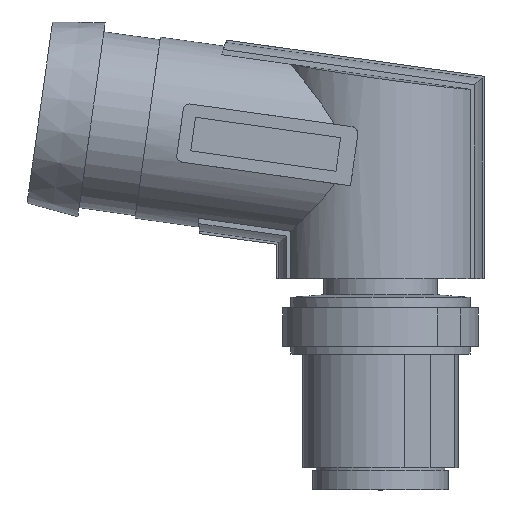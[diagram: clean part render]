
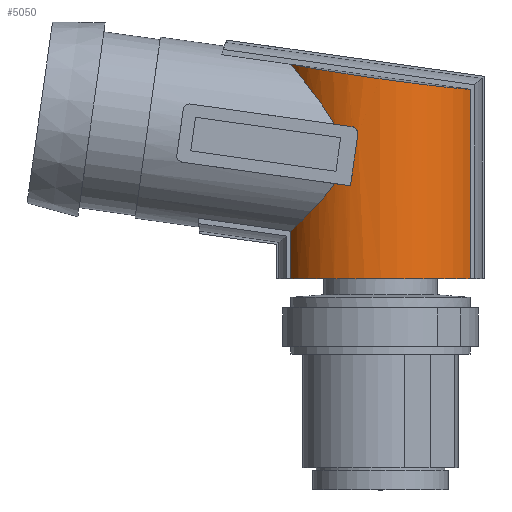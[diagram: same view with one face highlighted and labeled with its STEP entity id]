
A CAD part, left-side view. The second image highlights one B-rep face of the part: STEP entity #5050.
In plain terms, the highlighted cylindrical face has radius 7.5 mm (diameter 15 mm), a partial arc.
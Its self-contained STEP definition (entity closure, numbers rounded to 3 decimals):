
#77=ELLIPSE('',#5371,7.574,7.5);
#79=ELLIPSE('',#5383,7.578,7.5);
#85=ELLIPSE('',#5431,7.574,7.5);
#86=ELLIPSE('',#5441,7.574,7.5);
#87=ELLIPSE('',#5453,53.89,7.5);
#88=ELLIPSE('',#5456,7.574,7.5);
#195=B_SPLINE_CURVE_WITH_KNOTS('',3,(#7852,#7853,#7854,#7855,#7856),
 .UNSPECIFIED.,.F.,.F.,(4,1,4),(0.,0.003,
0.006),.UNSPECIFIED.);
#197=B_SPLINE_CURVE_WITH_KNOTS('',3,(#7865,#7866,#7867,#7868,#7869),
 .UNSPECIFIED.,.F.,.F.,(4,1,4),(0.,0.003,
0.007),.UNSPECIFIED.);
#200=B_SPLINE_CURVE_WITH_KNOTS('',3,(#7895,#7896,#7897,#7898),
 .UNSPECIFIED.,.F.,.F.,(4,4),(0.,0.014),
 .UNSPECIFIED.);
#211=B_SPLINE_CURVE_WITH_KNOTS('',3,(#8011,#8012,#8013,#8014),
 .UNSPECIFIED.,.F.,.F.,(4,4),(0.,0.004),.UNSPECIFIED.);
#221=B_SPLINE_CURVE_WITH_KNOTS('',3,(#8192,#8193,#8194,#8195),
 .UNSPECIFIED.,.F.,.F.,(4,4),(0.,0.001),.UNSPECIFIED.);
#260=CYLINDRICAL_SURFACE('',#5455,7.5);
#432=CIRCLE('',#5397,7.5);
#1276=ORIENTED_EDGE('',*,*,#1842,.T.);
#1277=ORIENTED_EDGE('',*,*,#1860,.F.);
#1278=ORIENTED_EDGE('',*,*,#1939,.T.);
#1279=ORIENTED_EDGE('',*,*,#1967,.T.);
#1280=ORIENTED_EDGE('',*,*,#1968,.T.);
#1281=ORIENTED_EDGE('',*,*,#1965,.T.);
#1282=ORIENTED_EDGE('',*,*,#1953,.T.);
#1283=ORIENTED_EDGE('',*,*,#1819,.T.);
#1284=ORIENTED_EDGE('',*,*,#1856,.F.);
#1285=ORIENTED_EDGE('',*,*,#1904,.F.);
#1286=ORIENTED_EDGE('',*,*,#1885,.F.);
#1287=ORIENTED_EDGE('',*,*,#1870,.T.);
#1819=EDGE_CURVE('',#2239,#2237,#77,.T.);
#1842=EDGE_CURVE('',#2257,#2258,#79,.T.);
#1856=EDGE_CURVE('',#2270,#2237,#195,.T.);
#1860=EDGE_CURVE('',#2272,#2258,#197,.T.);
#1870=EDGE_CURVE('',#2280,#2257,#200,.T.);
#1885=EDGE_CURVE('',#2280,#2292,#432,.T.);
#1904=EDGE_CURVE('',#2292,#2270,#211,.T.);
#1939=EDGE_CURVE('',#2272,#2320,#85,.T.);
#1953=EDGE_CURVE('',#2329,#2239,#86,.T.);
#1965=EDGE_CURVE('',#2332,#2329,#87,.T.);
#1967=EDGE_CURVE('',#2320,#2333,#88,.T.);
#1968=EDGE_CURVE('',#2333,#2332,#221,.T.);
#2237=VERTEX_POINT('',#7710);
#2239=VERTEX_POINT('',#7713);
#2257=VERTEX_POINT('',#7777);
#2258=VERTEX_POINT('',#7778);
#2270=VERTEX_POINT('',#7851);
#2272=VERTEX_POINT('',#7864);
#2280=VERTEX_POINT('',#7899);
#2292=VERTEX_POINT('',#7944);
#2320=VERTEX_POINT('',#8116);
#2329=VERTEX_POINT('',#8146);
#2332=VERTEX_POINT('',#8186);
#2333=VERTEX_POINT('',#8191);
#3001=EDGE_LOOP('',(#1276,#1277,#1278,#1279,#1280,#1281,#1282,#1283,#1284,
#1285,#1286,#1287));
#3258=FACE_BOUND('',#3001,.T.);
#5050=ADVANCED_FACE('',(#3258),#260,.T.);
#5371=AXIS2_PLACEMENT_3D('',#7712,#6204,#6205);
#5383=AXIS2_PLACEMENT_3D('',#7776,#6245,#6246);
#5397=AXIS2_PLACEMENT_3D('',#7943,#6292,#6293);
#5431=AXIS2_PLACEMENT_3D('',#8117,#6383,#6384);
#5441=AXIS2_PLACEMENT_3D('',#8145,#6413,#6414);
#5453=AXIS2_PLACEMENT_3D('',#8185,#6445,#6446);
#5455=AXIS2_PLACEMENT_3D('',#8189,#6450,#6451);
#5456=AXIS2_PLACEMENT_3D('',#8190,#6452,#6453);
#6204=DIRECTION('',(0.,0.139,-0.99));
#6205=DIRECTION('',(0.,0.99,0.139));
#6245=DIRECTION('',(0.035,0.139,-0.99));
#6246=DIRECTION('',(0.241,0.96,0.143));
#6292=DIRECTION('',(0.,0.,-1.));
#6293=DIRECTION('',(0.,1.,0.));
#6383=DIRECTION('',(0.,-0.139,0.99));
#6384=DIRECTION('',(0.,0.99,0.139));
#6413=DIRECTION('',(0.,0.139,-0.99));
#6414=DIRECTION('',(0.,0.99,0.139));
#6445=DIRECTION('',(0.,-0.99,-0.139));
#6446=DIRECTION('',(0.,-0.139,0.99));
#6450=DIRECTION('',(0.,0.,1.));
#6451=DIRECTION('',(0.733,-0.68,0.));
#6452=DIRECTION('',(0.,-0.139,0.99));
#6453=DIRECTION('',(0.,0.99,0.139));
#7710=CARTESIAN_POINT('',(0.873,11.511,23.469));
#7712=CARTESIAN_POINT('',(7.502,7.998,22.975));
#7713=CARTESIAN_POINT('',(0.502,10.695,23.354));
#7776=CARTESIAN_POINT('',(7.502,7.998,31.755));
#7777=CARTESIAN_POINT('',(4.5,1.129,30.684));
#7778=CARTESIAN_POINT('',(4.5,14.877,32.608));
#7851=CARTESIAN_POINT('',(4.5,14.871,19.826));
#7852=CARTESIAN_POINT('',(4.5,14.871,19.826));
#7853=CARTESIAN_POINT('',(3.595,14.475,20.204));
#7854=CARTESIAN_POINT('',(2.095,13.406,21.246));
#7855=CARTESIAN_POINT('',(1.178,12.083,22.637));
#7856=CARTESIAN_POINT('',(0.873,11.505,23.464));
#7864=CARTESIAN_POINT('',(0.871,11.512,28.013));
#7865=CARTESIAN_POINT('',(0.873,11.505,28.016));
#7866=CARTESIAN_POINT('',(1.171,12.069,28.981));
#7867=CARTESIAN_POINT('',(2.041,13.343,30.688));
#7868=CARTESIAN_POINT('',(3.551,14.457,32.088));
#7869=CARTESIAN_POINT('',(4.505,14.873,32.602));
#7895=CARTESIAN_POINT('',(4.5,1.125,16.196));
#7896=CARTESIAN_POINT('',(4.5,1.125,21.026));
#7897=CARTESIAN_POINT('',(4.5,1.125,25.855));
#7898=CARTESIAN_POINT('',(4.5,1.125,30.684));
#7899=CARTESIAN_POINT('',(4.5,1.125,16.196));
#7943=CARTESIAN_POINT('',(7.502,7.998,16.196));
#7944=CARTESIAN_POINT('',(4.5,14.871,16.196));
#8011=CARTESIAN_POINT('',(4.5,14.871,16.196));
#8012=CARTESIAN_POINT('',(4.5,14.871,17.406));
#8013=CARTESIAN_POINT('',(4.5,14.871,18.616));
#8014=CARTESIAN_POINT('',(4.5,14.871,19.826));
#8116=CARTESIAN_POINT('',(0.5,10.695,27.898));
#8117=CARTESIAN_POINT('',(7.502,7.998,27.519));
#8145=CARTESIAN_POINT('',(7.502,7.998,22.975));
#8146=CARTESIAN_POINT('',(0.363,10.296,23.298));
#8185=CARTESIAN_POINT('',(7.502,7.998,39.652));
#8186=CARTESIAN_POINT('',(0.204,9.74,27.259));
#8189=CARTESIAN_POINT('',(7.502,7.998,10.997));
#8190=CARTESIAN_POINT('',(7.502,7.998,27.519));
#8191=CARTESIAN_POINT('',(0.319,10.165,27.824));
#8192=CARTESIAN_POINT('',(0.322,10.164,27.824));
#8193=CARTESIAN_POINT('',(0.245,9.91,27.787));
#8194=CARTESIAN_POINT('',(0.198,9.702,27.524));
#8195=CARTESIAN_POINT('',(0.207,9.74,27.259));
